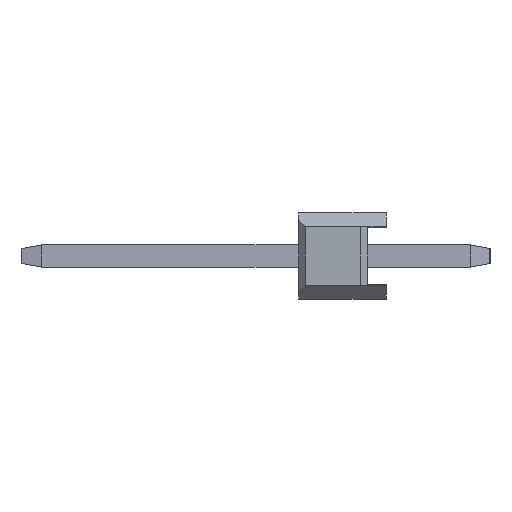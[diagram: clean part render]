
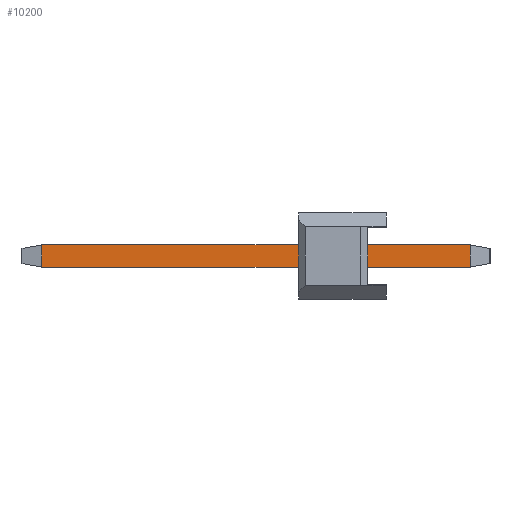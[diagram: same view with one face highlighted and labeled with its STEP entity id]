
A CAD part, left-side view. The second image highlights one B-rep face of the part: STEP entity #10200.
In plain terms, the highlighted planar face has unit normal (-1, 0, 0).
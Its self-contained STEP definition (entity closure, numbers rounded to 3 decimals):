
#78=FACE_OUTER_BOUND('',#656,.T.);
#656=EDGE_LOOP('',(#6663,#6664,#6665,#6666));
#1261=LINE('',#14034,#2745);
#1269=LINE('',#14050,#2753);
#1271=LINE('',#14053,#2755);
#1272=LINE('',#14054,#2756);
#2745=VECTOR('',#11392,1000.);
#2753=VECTOR('',#11404,1000.);
#2755=VECTOR('',#11408,1000.);
#2756=VECTOR('',#11409,1000.);
#4229=VERTEX_POINT('',#14032);
#4230=VERTEX_POINT('',#14033);
#4235=VERTEX_POINT('',#14047);
#4236=VERTEX_POINT('',#14049);
#5167=EDGE_CURVE('',#4229,#4230,#1261,.T.);
#5175=EDGE_CURVE('',#4236,#4235,#1269,.T.);
#5177=EDGE_CURVE('',#4235,#4230,#1271,.T.);
#5178=EDGE_CURVE('',#4229,#4236,#1272,.T.);
#6663=ORIENTED_EDGE('',*,*,#5175,.T.);
#6664=ORIENTED_EDGE('',*,*,#5177,.T.);
#6665=ORIENTED_EDGE('',*,*,#5167,.F.);
#6666=ORIENTED_EDGE('',*,*,#5178,.T.);
#9622=PLANE('',#10813);
#10200=ADVANCED_FACE('',(#78),#9622,.F.);
#10813=AXIS2_PLACEMENT_3D('',#14052,#11406,#11407);
#11392=DIRECTION('',(0.,-1.,0.));
#11404=DIRECTION('',(0.,-1.,0.));
#11406=DIRECTION('center_axis',(1.,0.,0.));
#11407=DIRECTION('ref_axis',(0.,0.,-1.));
#11408=DIRECTION('',(0.,0.,1.));
#11409=DIRECTION('',(0.,0.,-1.));
#14032=CARTESIAN_POINT('',(-0.32,9.973,0.32));
#14033=CARTESIAN_POINT('',(-0.32,-2.433,0.32));
#14034=CARTESIAN_POINT('',(-0.32,10.54,0.32));
#14047=CARTESIAN_POINT('',(-0.32,-2.433,-0.32));
#14049=CARTESIAN_POINT('',(-0.32,9.973,-0.32));
#14050=CARTESIAN_POINT('',(-0.32,10.54,-0.32));
#14052=CARTESIAN_POINT('Origin',(-0.32,10.54,0.32));
#14053=CARTESIAN_POINT('',(-0.32,-2.433,0.32));
#14054=CARTESIAN_POINT('',(-0.32,9.973,-0.32));
